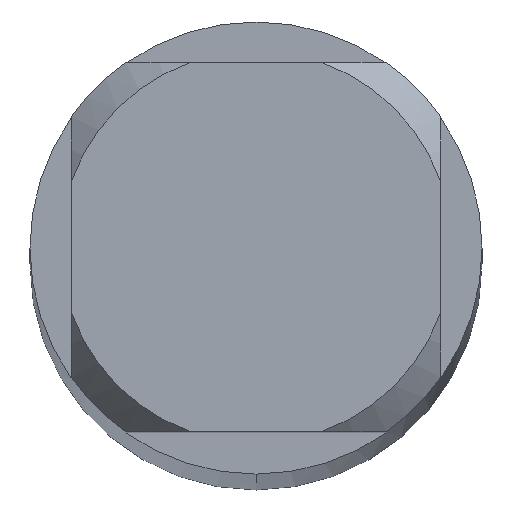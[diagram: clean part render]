
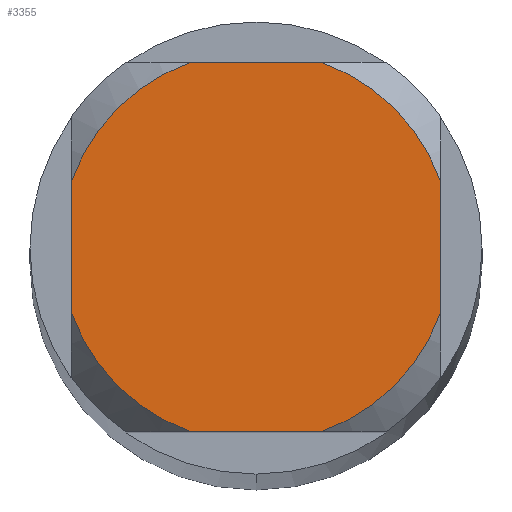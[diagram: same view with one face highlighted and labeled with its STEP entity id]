
A CAD part, top view. The second image highlights one B-rep face of the part: STEP entity #3355.
In plain terms, the highlighted planar face has unit normal (0, 0, 1).
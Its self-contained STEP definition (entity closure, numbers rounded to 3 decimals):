
#1831=VERTEX_POINT('',#4677);
#2211=VERTEX_POINT('',#5092);
#2245=EDGE_CURVE('',#3025,#1831,#5128,.T.);
#2513=EDGE_CURVE('',#3055,#4055,#5420,.T.);
#2523=EDGE_CURVE('',#3055,#2955,#5430,.T.);
#2901=VERTEX_POINT('',#5842);
#2955=VERTEX_POINT('',#5902);
#3007=EDGE_CURVE('',#2901,#1831,#5957,.T.);
#3025=VERTEX_POINT('',#5979);
#3055=VERTEX_POINT('',#6012);
#3101=EDGE_CURVE('',#3025,#3969,#6061,.T.);
#3355=ADVANCED_FACE('',(#6342),#6343,.T.);
#3357=EDGE_CURVE('',#2901,#4055,#6345,.T.);
#3465=EDGE_CURVE('',#2211,#3969,#6461,.T.);
#3969=VERTEX_POINT('',#7009);
#4055=VERTEX_POINT('',#7100);
#4129=EDGE_CURVE('',#2211,#2955,#7180,.T.);
#4677=CARTESIAN_POINT('',(-0.87,2.45,0.0));
#5092=CARTESIAN_POINT('',(2.45,-0.87,0.0));
#5128=LINE('',#9647,#9648);
#5420=CIRCLE('',#10377,2.6);
#5430=LINE('',#10408,#10409);
#5842=CARTESIAN_POINT('',(-2.45,0.87,0.0));
#5902=CARTESIAN_POINT('',(0.87,-2.45,0.0));
#5957=CIRCLE('',#11748,2.6);
#5979=CARTESIAN_POINT('',(0.87,2.45,0.0));
#6012=CARTESIAN_POINT('',(-0.87,-2.45,0.0));
#6061=CIRCLE('',#11930,2.6);
#6342=FACE_OUTER_BOUND('',#12671,.T.);
#6343=PLANE('',#12672);
#6345=LINE('',#12675,#12676);
#6461=LINE('',#13147,#13148);
#7009=CARTESIAN_POINT('',(2.45,0.87,0.0));
#7100=CARTESIAN_POINT('',(-2.45,-0.87,0.0));
#7180=CIRCLE('',#14954,2.6);
#9647=CARTESIAN_POINT('',(0.0,2.45,0.0));
#9648=VECTOR('',#16339,1.0);
#10377=AXIS2_PLACEMENT_3D('',#16621,#16622,#16623);
#10408=CARTESIAN_POINT('',(0.0,-2.45,0.0));
#10409=VECTOR('',#16630,1.0);
#11748=AXIS2_PLACEMENT_3D('',#17206,#17207,#17208);
#11930=AXIS2_PLACEMENT_3D('',#17340,#17341,#17342);
#12671=EDGE_LOOP('',(#17663,#17664,#17665,#17666,#17667,#17668,#17669,#17670));
#12672=AXIS2_PLACEMENT_3D('',#17671,#17672,#17673);
#12675=CARTESIAN_POINT('',(-2.45,0.65,0.0));
#12676=VECTOR('',#17674,1.0);
#13147=CARTESIAN_POINT('',(2.45,0.65,0.0));
#13148=VECTOR('',#17845,1.0);
#14954=AXIS2_PLACEMENT_3D('',#18578,#18579,#18580);
#16339=DIRECTION('',(-1.0,0.0,0.0));
#16621=CARTESIAN_POINT('',(0.0,0.0,0.0));
#16622=DIRECTION('',(0.0,0.0,-1.0));
#16623=DIRECTION('',(0.0,1.0,0.0));
#16630=DIRECTION('',(1.0,0.0,0.0));
#17206=CARTESIAN_POINT('',(0.0,0.0,0.0));
#17207=DIRECTION('',(0.0,0.0,-1.0));
#17208=DIRECTION('',(0.0,1.0,0.0));
#17340=CARTESIAN_POINT('',(0.0,0.0,0.0));
#17341=DIRECTION('',(0.0,0.0,-1.0));
#17342=DIRECTION('',(0.0,1.0,0.0));
#17663=ORIENTED_EDGE('',*,*,#3357,.T.);
#17664=ORIENTED_EDGE('',*,*,#2513,.F.);
#17665=ORIENTED_EDGE('',*,*,#2523,.T.);
#17666=ORIENTED_EDGE('',*,*,#4129,.F.);
#17667=ORIENTED_EDGE('',*,*,#3465,.T.);
#17668=ORIENTED_EDGE('',*,*,#3101,.F.);
#17669=ORIENTED_EDGE('',*,*,#2245,.T.);
#17670=ORIENTED_EDGE('',*,*,#3007,.F.);
#17671=CARTESIAN_POINT('',(0.0,1.3,0.0));
#17672=DIRECTION('',(-0.0,0.0,1.0));
#17673=DIRECTION('',(0.0,-1.0,0.0));
#17674=DIRECTION('',(-0.0,-1.0,0.0));
#17845=DIRECTION('',(-0.0,1.0,0.0));
#18578=CARTESIAN_POINT('',(0.0,0.0,0.0));
#18579=DIRECTION('',(0.0,0.0,-1.0));
#18580=DIRECTION('',(0.0,1.0,0.0));
